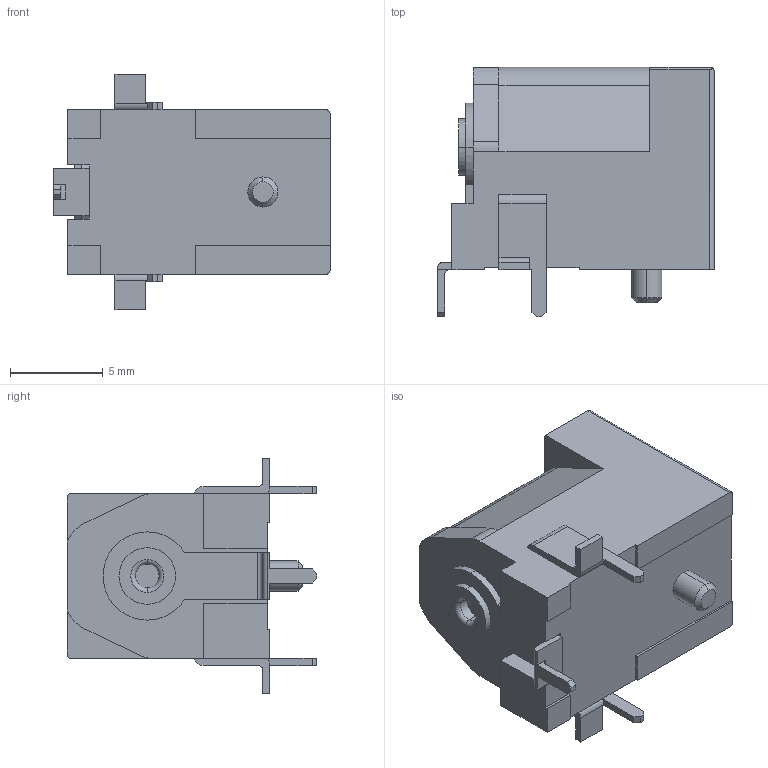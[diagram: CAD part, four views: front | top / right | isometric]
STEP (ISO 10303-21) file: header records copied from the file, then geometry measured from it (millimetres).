
FILE_DESCRIPTION (( 'STEP AP214' ), '1' );
FILE_NAME ('E43DF4A5-53EB-435F-9A22-CD3AA41E9429.STEP', '2023-04-30T14:30:11', ( '' ), ( '' ), 'SwSTEP 2.0', 'SolidWorks 2022', '' );
FILE_SCHEMA (( 'AUTOMOTIVE_DESIGN' ));
Length unit declared in the file: inch
Products named in the file (1): E43DF4A5-53EB-435F-9A22-CD3AA41E9429
Bounding box: 14.91 x 13.46 x 12.7 mm (x, y, z)
Volume: 947.3 mm3; surface area: 996 mm2
Topology: 1 solids, 1 shells, 113 faces, 304 edges, 198 vertices
Faces by surface type: plane 76, cylinder 31, torus 4, cone 2
Entity records: 4360 total; most frequent: CARTESIAN_POINT 634, ORIENTED_EDGE 608, DIRECTION 594, EDGE_CURVE 304, VECTOR 230, LINE 230, VERTEX_POINT 198, AXIS2_PLACEMENT_3D 182
